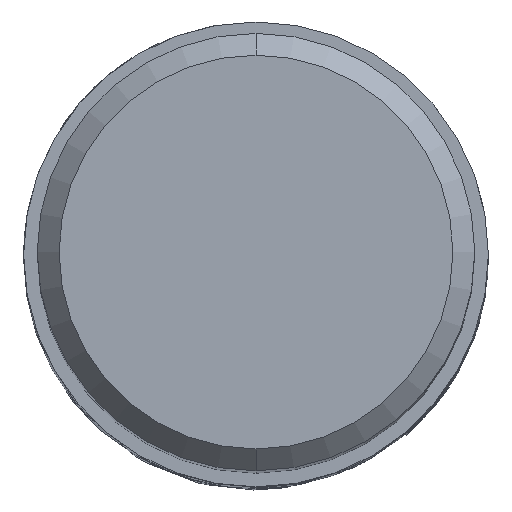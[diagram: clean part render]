
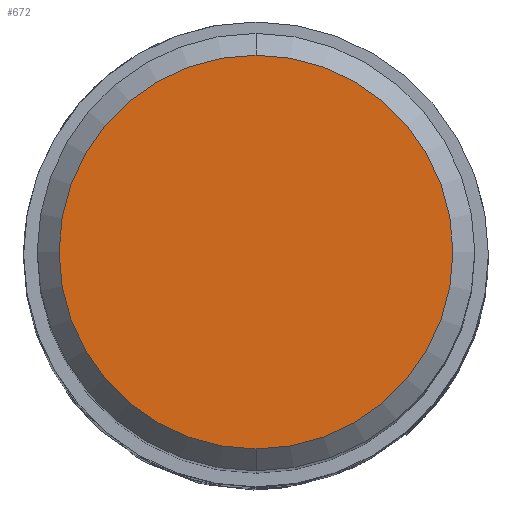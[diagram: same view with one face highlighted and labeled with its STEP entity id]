
A CAD part, top view. The second image highlights one B-rep face of the part: STEP entity #672.
In plain terms, the highlighted planar face has unit normal (0, 0, 1).
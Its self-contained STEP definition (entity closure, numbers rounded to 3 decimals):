
#388=EDGE_CURVE('',#768,#620,#934,.T.);
#464=EDGE_CURVE('',#620,#768,#1011,.T.);
#620=VERTEX_POINT('',#1182);
#672=ADVANCED_FACE('',(#1241),#1242,.T.);
#768=VERTEX_POINT('',#1348);
#934=CIRCLE('',#3153,7.2);
#1011=CIRCLE('',#3442,7.2);
#1182=CARTESIAN_POINT('',(0.,-7.2,0.0));
#1241=FACE_OUTER_BOUND('',#5635,.T.);
#1242=PLANE('',#5636);
#1348=CARTESIAN_POINT('',(0.0,7.2,0.0));
#3153=AXIS2_PLACEMENT_3D('',#6334,#6335,#6336);
#3442=AXIS2_PLACEMENT_3D('',#6370,#6371,#6372);
#5635=EDGE_LOOP('',(#6623,#6624));
#5636=AXIS2_PLACEMENT_3D('',#6625,#6626,#6627);
#6334=CARTESIAN_POINT('',(0.0,0.0,0.0));
#6335=DIRECTION('',(0.0,0.0,-1.0));
#6336=DIRECTION('',(0.0,1.0,0.0));
#6370=CARTESIAN_POINT('',(0.0,0.0,0.0));
#6371=DIRECTION('',(0.0,0.0,-1.0));
#6372=DIRECTION('',(0.0,1.0,0.0));
#6623=ORIENTED_EDGE('',*,*,#388,.F.);
#6624=ORIENTED_EDGE('',*,*,#464,.F.);
#6625=CARTESIAN_POINT('',(0.0,3.6,0.0));
#6626=DIRECTION('',(-0.0,0.0,1.0));
#6627=DIRECTION('',(0.0,-1.0,0.0));
